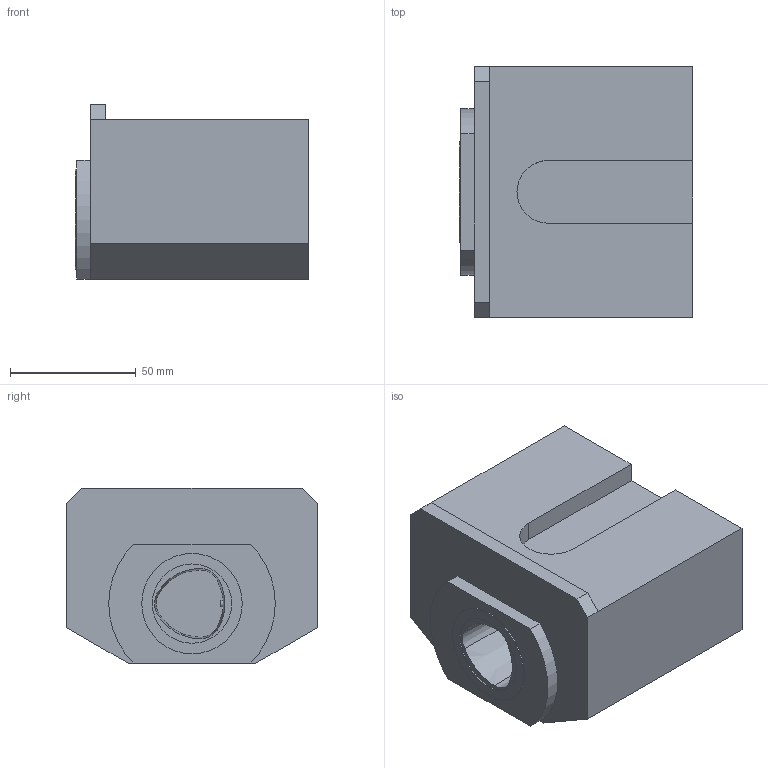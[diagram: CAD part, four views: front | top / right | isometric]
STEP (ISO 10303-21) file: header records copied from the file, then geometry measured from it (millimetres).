
FILE_DESCRIPTION(/* description */ (''),/* implementation_level */ '2;1');
FILE_NAME(/* name */ '1525423642189.stp',/* time_stamp */ '2018-05-04T14:17:48+06:00',/* author */ (''),/* organization */ ('SMS'),/* preprocessor_version */ 'ST-DEVELOPER v15',/* originating_system */ 'SIEMENS PLM Software NX 8.5',/* authorisation */ '');
FILE_SCHEMA (('AUTOMOTIVE_DESIGN { 1 0 10303 214 3 1 1 1 }'));
Length unit declared in the file: millimetre
Products named in the file (1): 201616067mod000_00
Bounding box: 93 x 100 x 70 mm (x, y, z)
Volume: 517299.7 mm3; surface area: 44197.8 mm2
Topology: 1 solids, 1 shells, 34 faces, 80 edges, 56 vertices
Faces by surface type: plane 22, cone 6, cylinder 6
Full cylindrical faces by diameter (mm): 2.5 x1, 31.6 x1, 40.013 x1
Entity records: 1079 total; most frequent: CARTESIAN_POINT 226, DIRECTION 174, ORIENTED_EDGE 152, EDGE_CURVE 76, AXIS2_PLACEMENT_3D 61, LINE 52, VECTOR 52, VERTEX_POINT 52
